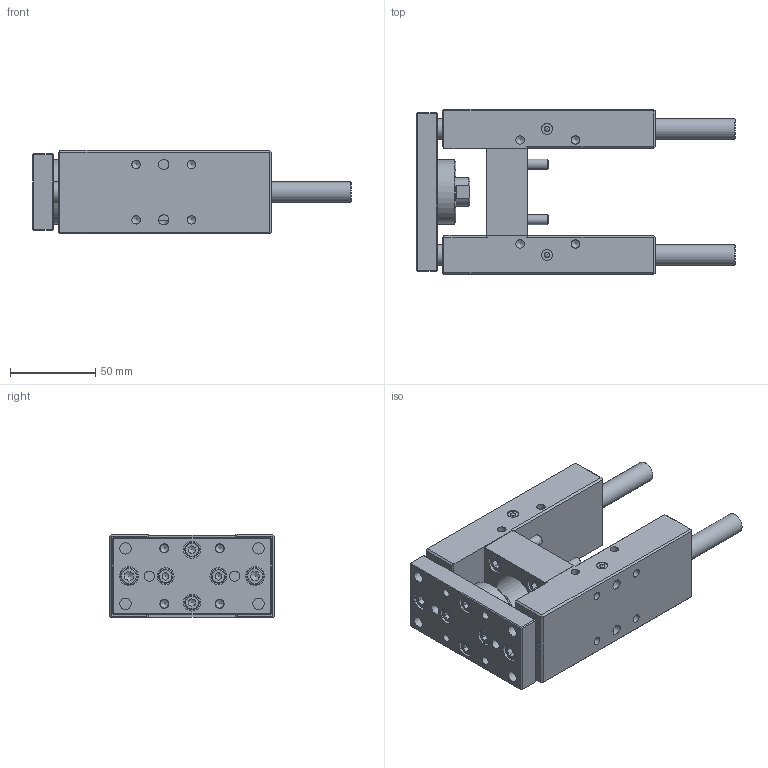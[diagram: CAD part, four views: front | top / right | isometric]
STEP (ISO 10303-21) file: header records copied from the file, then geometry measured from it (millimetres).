
FILE_DESCRIPTION((''),'2;1');
FILE_NAME('GH032.000.S.stp','2015-01-07T16:16:42',('carlo.corazza'),(''),'Autodesk Inventor 2012','Autodesk Inventor 2012','');
FILE_SCHEMA(('AUTOMOTIVE_DESIGN { 1 0 10303 214 1 1 1 1 }'));
Length unit declared in the file: millimetre
Products named in the file (3): GH032.000.S; ASSIEME 1; ASSIEME 2
Assembly tree (2 placements, depth 2):
  GH032.000.S
    ASSIEME 1
    ASSIEME 2
Bounding box: 187 x 97 x 49.16 mm (x, y, z)
Volume: 366945.2 mm3; surface area: 104722 mm2
Topology: 2 solids, 16 shells, 489 faces, 1130 edges, 739 vertices
Faces by surface type: plane 237, cylinder 135, cone 95, torus 18, sphere 4
Full cylindrical faces by diameter (mm): 3 x4, 4.134 x4, 4.917 x22, 5 x8, 5.5 x4, 6 x22, 6.5 x2, 6.6 x10, 6.7 x2, 8.5 x4, 8.647 x1, 10 x10, 11 x10, 12 x8, 15.098 x4, 17 x3, 19 x13, 23 x1, 25 x1, 30 x1, 38 x1
Entity records: 12338 total; most frequent: CARTESIAN_POINT 2147, DIRECTION 2029, ORIENTED_EDGE 1554, EDGE_LOOP 857, AXIS2_PLACEMENT_3D 848, EDGE_CURVE 777, VERTEX_POINT 638, STYLED_ITEM 491
